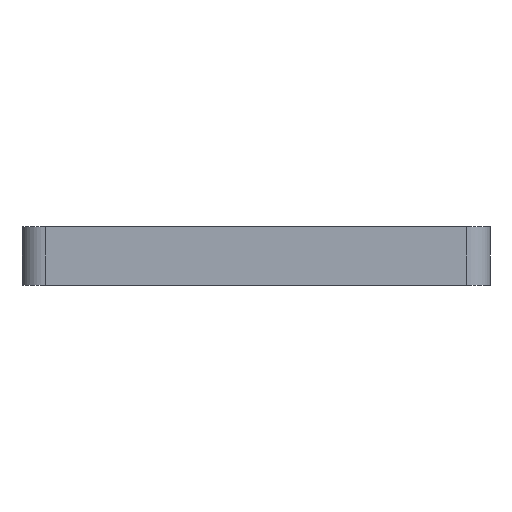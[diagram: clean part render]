
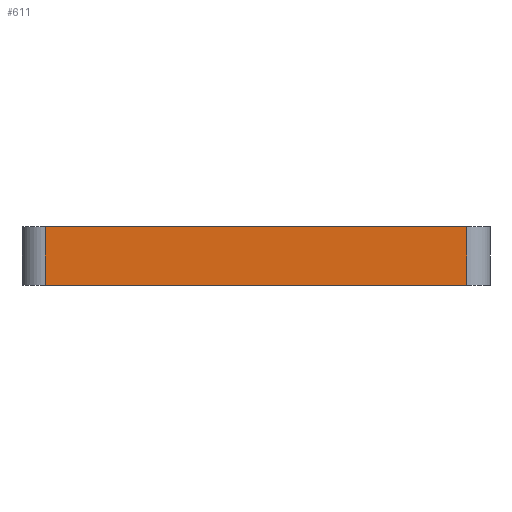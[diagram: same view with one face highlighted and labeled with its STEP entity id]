
A CAD part, left-side view. The second image highlights one B-rep face of the part: STEP entity #611.
In plain terms, the highlighted planar face has unit normal (-1, 0, 0).
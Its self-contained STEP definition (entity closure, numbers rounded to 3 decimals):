
#8 = EDGE_CURVE ( 'NONE', #437, #142, #423, .T. ) ;
#20 = ORIENTED_EDGE ( 'NONE', *, *, #334, .F. ) ;
#22 = ORIENTED_EDGE ( 'NONE', *, *, #1033, .T. ) ;
#42 = CARTESIAN_POINT ( 'NONE',  ( -150., -18., 5. ) ) ;
#48 = ORIENTED_EDGE ( 'NONE', *, *, #8, .T. ) ;
#54 = FACE_OUTER_BOUND ( 'NONE', #476, .T. ) ;
#58 = CARTESIAN_POINT ( 'NONE',  ( -150., 20., 0. ) ) ;
#142 = VERTEX_POINT ( 'NONE', #42 ) ;
#211 = LINE ( 'NONE', #853, #436 ) ;
#212 = CARTESIAN_POINT ( 'NONE',  ( -150., 18., 0. ) ) ;
#274 = DIRECTION ( 'NONE',  ( 0., 1., 0. ) ) ;
#323 = VECTOR ( 'NONE', #736, 1000. ) ;
#334 = EDGE_CURVE ( 'NONE', #444, #142, #211, .T. ) ;
#394 = ORIENTED_EDGE ( 'NONE', *, *, #583, .T. ) ;
#423 = LINE ( 'NONE', #1064, #323 ) ;
#436 = VECTOR ( 'NONE', #602, 1000. ) ;
#437 = VERTEX_POINT ( 'NONE', #473 ) ;
#444 = VERTEX_POINT ( 'NONE', #461 ) ;
#452 = CARTESIAN_POINT ( 'NONE',  ( -150., 18., 5. ) ) ;
#461 = CARTESIAN_POINT ( 'NONE',  ( -150., 18., 5. ) ) ;
#473 = CARTESIAN_POINT ( 'NONE',  ( -150., -18., 0. ) ) ;
#474 = VERTEX_POINT ( 'NONE', #212 ) ;
#476 = EDGE_LOOP ( 'NONE', ( #22, #48, #20, #394 ) ) ;
#546 = LINE ( 'NONE', #58, #712 ) ;
#583 = EDGE_CURVE ( 'NONE', #444, #474, #603, .T. ) ;
#602 = DIRECTION ( 'NONE',  ( 0., -1., 0. ) ) ;
#603 = LINE ( 'NONE', #452, #910 ) ;
#609 = PLANE ( 'NONE',  #704 ) ;
#611 = ADVANCED_FACE ( 'NONE', ( #54 ), #609, .F. ) ;
#695 = DIRECTION ( 'NONE',  ( 0., 0., -1. ) ) ;
#704 = AXIS2_PLACEMENT_3D ( 'NONE', #1005, #759, #274 ) ;
#712 = VECTOR ( 'NONE', #1055, 1000. ) ;
#736 = DIRECTION ( 'NONE',  ( 0., 0., 1. ) ) ;
#759 = DIRECTION ( 'NONE',  ( 1., 0., 0. ) ) ;
#853 = CARTESIAN_POINT ( 'NONE',  ( -150., 20., 5. ) ) ;
#910 = VECTOR ( 'NONE', #695, 1000. ) ;
#1005 = CARTESIAN_POINT ( 'NONE',  ( -150., 20., 5. ) ) ;
#1033 = EDGE_CURVE ( 'NONE', #474, #437, #546, .T. ) ;
#1055 = DIRECTION ( 'NONE',  ( 0., -1., 0. ) ) ;
#1064 = CARTESIAN_POINT ( 'NONE',  ( -150., -18., 5. ) ) ;
